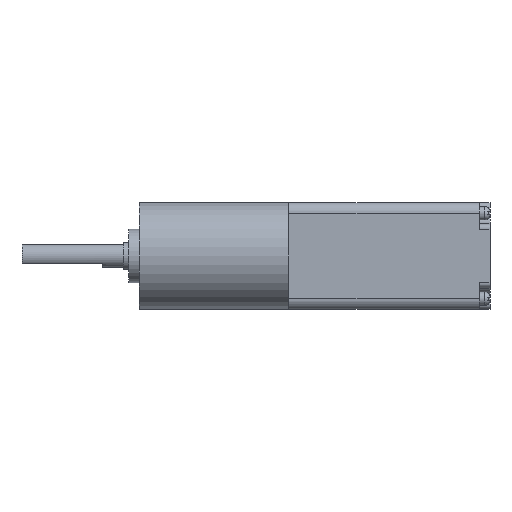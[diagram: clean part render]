
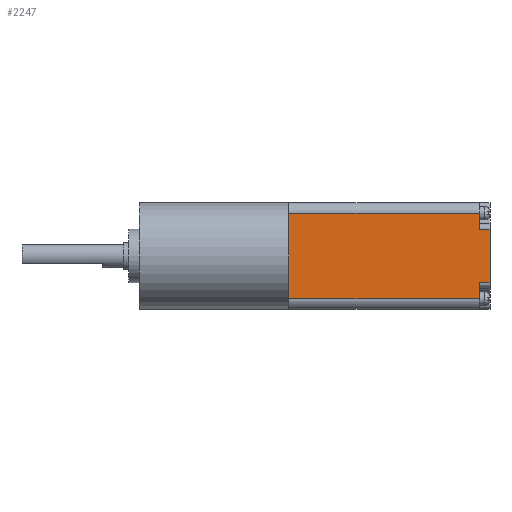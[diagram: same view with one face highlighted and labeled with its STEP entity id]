
A CAD part, left-side view. The second image highlights one B-rep face of the part: STEP entity #2247.
In plain terms, the highlighted planar face has unit normal (-1, 0, 0).
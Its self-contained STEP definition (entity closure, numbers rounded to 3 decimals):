
#101 = DIRECTION ( 'NONE',  ( 0., 0., -1. ) ) ;
#163 = DIRECTION ( 'NONE',  ( 0., 0., 1. ) ) ;
#165 = VECTOR ( 'NONE', #163, 1000. ) ;
#181 = CARTESIAN_POINT ( 'NONE',  ( -25.405, 37.7, 0.127 ) ) ;
#230 = LINE ( 'NONE', #3527, #2098 ) ;
#290 = LINE ( 'NONE', #4269, #2252 ) ;
#404 = VERTEX_POINT ( 'NONE', #4145 ) ;
#497 = CARTESIAN_POINT ( 'NONE',  ( -25.405, 37.7, 16.127 ) ) ;
#531 = CARTESIAN_POINT ( 'NONE',  ( -25.405, 37.7, 16.127 ) ) ;
#688 = CARTESIAN_POINT ( 'NONE',  ( -25.405, 2., 16.127 ) ) ;
#785 = EDGE_LOOP ( 'NONE', ( #3687, #4442, #1365, #1619, #3648, #3762, #2594, #3699, #4348 ) ) ;
#876 = LINE ( 'NONE', #2643, #2660 ) ;
#886 = AXIS2_PLACEMENT_3D ( 'NONE', #3774, #4264, #4340 ) ;
#896 = DIRECTION ( 'NONE',  ( 0., 0., -1. ) ) ;
#911 = DIRECTION ( 'NONE',  ( 0., 1., 0. ) ) ;
#1058 = VERTEX_POINT ( 'NONE', #688 ) ;
#1159 = VECTOR ( 'NONE', #911, 1000. ) ;
#1280 = LINE ( 'NONE', #1641, #3036 ) ;
#1365 = ORIENTED_EDGE ( 'NONE', *, *, #3877, .T. ) ;
#1540 = VERTEX_POINT ( 'NONE', #1890 ) ;
#1619 = ORIENTED_EDGE ( 'NONE', *, *, #3965, .T. ) ;
#1641 = CARTESIAN_POINT ( 'NONE',  ( -25.405, 2., 18.127 ) ) ;
#1761 = VECTOR ( 'NONE', #2071, 1000. ) ;
#1890 = CARTESIAN_POINT ( 'NONE',  ( -25.405, 37.7, 8.127 ) ) ;
#1981 = CARTESIAN_POINT ( 'NONE',  ( -25.405, 0., 18.127 ) ) ;
#2029 = VERTEX_POINT ( 'NONE', #2541 ) ;
#2071 = DIRECTION ( 'NONE',  ( 0., -1., 0. ) ) ;
#2098 = VECTOR ( 'NONE', #2285, 1000. ) ;
#2134 = CARTESIAN_POINT ( 'NONE',  ( -25.405, 2., 0.127 ) ) ;
#2247 = ADVANCED_FACE ( 'NONE', ( #4167 ), #4301, .F. ) ;
#2252 = VECTOR ( 'NONE', #2355, 1000. ) ;
#2285 = DIRECTION ( 'NONE',  ( 0., 0., 1. ) ) ;
#2355 = DIRECTION ( 'NONE',  ( 0., 1., 0. ) ) ;
#2372 = CARTESIAN_POINT ( 'NONE',  ( -25.405, 37.7, 18.127 ) ) ;
#2400 = VERTEX_POINT ( 'NONE', #2134 ) ;
#2541 = CARTESIAN_POINT ( 'NONE',  ( -25.405, 0., 13.127 ) ) ;
#2594 = ORIENTED_EDGE ( 'NONE', *, *, #3979, .F. ) ;
#2643 = CARTESIAN_POINT ( 'NONE',  ( -25.405, 37.7, 3.127 ) ) ;
#2660 = VECTOR ( 'NONE', #2993, 1000. ) ;
#2670 = LINE ( 'NONE', #181, #1761 ) ;
#2781 = LINE ( 'NONE', #4234, #4351 ) ;
#2934 = LINE ( 'NONE', #2372, #165 ) ;
#2993 = DIRECTION ( 'NONE',  ( 0., -1., 0. ) ) ;
#3036 = VECTOR ( 'NONE', #896, 1000. ) ;
#3079 = VERTEX_POINT ( 'NONE', #3720 ) ;
#3461 = EDGE_CURVE ( 'NONE', #404, #2400, #2670, .T. ) ;
#3489 = LINE ( 'NONE', #1981, #4435 ) ;
#3527 = CARTESIAN_POINT ( 'NONE',  ( -25.405, 37.7, 18.127 ) ) ;
#3648 = ORIENTED_EDGE ( 'NONE', *, *, #3970, .F. ) ;
#3687 = ORIENTED_EDGE ( 'NONE', *, *, #3869, .F. ) ;
#3699 = ORIENTED_EDGE ( 'NONE', *, *, #3821, .F. ) ;
#3720 = CARTESIAN_POINT ( 'NONE',  ( -25.405, 2., 3.127 ) ) ;
#3762 = ORIENTED_EDGE ( 'NONE', *, *, #3975, .T. ) ;
#3774 = CARTESIAN_POINT ( 'NONE',  ( -25.405, 37.7, 18.127 ) ) ;
#3821 = EDGE_CURVE ( 'NONE', #404, #1540, #230, .T. ) ;
#3825 = VERTEX_POINT ( 'NONE', #3870 ) ;
#3840 = LINE ( 'NONE', #531, #1159 ) ;
#3850 = VERTEX_POINT ( 'NONE', #4218 ) ;
#3869 = EDGE_CURVE ( 'NONE', #3079, #2400, #2781, .T. ) ;
#3870 = CARTESIAN_POINT ( 'NONE',  ( -25.405, 2., 13.127 ) ) ;
#3871 = EDGE_CURVE ( 'NONE', #3079, #3850, #876, .T. ) ;
#3877 = EDGE_CURVE ( 'NONE', #3850, #2029, #3489, .T. ) ;
#3965 = EDGE_CURVE ( 'NONE', #2029, #3825, #290, .T. ) ;
#3970 = EDGE_CURVE ( 'NONE', #1058, #3825, #1280, .T. ) ;
#3975 = EDGE_CURVE ( 'NONE', #1058, #4355, #3840, .T. ) ;
#3979 = EDGE_CURVE ( 'NONE', #1540, #4355, #2934, .T. ) ;
#4145 = CARTESIAN_POINT ( 'NONE',  ( -25.405, 37.7, 0.127 ) ) ;
#4167 = FACE_OUTER_BOUND ( 'NONE', #785, .T. ) ;
#4218 = CARTESIAN_POINT ( 'NONE',  ( -25.405, 0., 3.127 ) ) ;
#4234 = CARTESIAN_POINT ( 'NONE',  ( -25.405, 2., -1.873 ) ) ;
#4243 = DIRECTION ( 'NONE',  ( 0., 0., 1. ) ) ;
#4264 = DIRECTION ( 'NONE',  ( 1., 0., 0. ) ) ;
#4269 = CARTESIAN_POINT ( 'NONE',  ( -25.405, 37.7, 13.127 ) ) ;
#4301 = PLANE ( 'NONE',  #886 ) ;
#4340 = DIRECTION ( 'NONE',  ( 0., 0., -1. ) ) ;
#4348 = ORIENTED_EDGE ( 'NONE', *, *, #3461, .T. ) ;
#4351 = VECTOR ( 'NONE', #101, 1000. ) ;
#4355 = VERTEX_POINT ( 'NONE', #497 ) ;
#4435 = VECTOR ( 'NONE', #4243, 1000. ) ;
#4442 = ORIENTED_EDGE ( 'NONE', *, *, #3871, .T. ) ;
